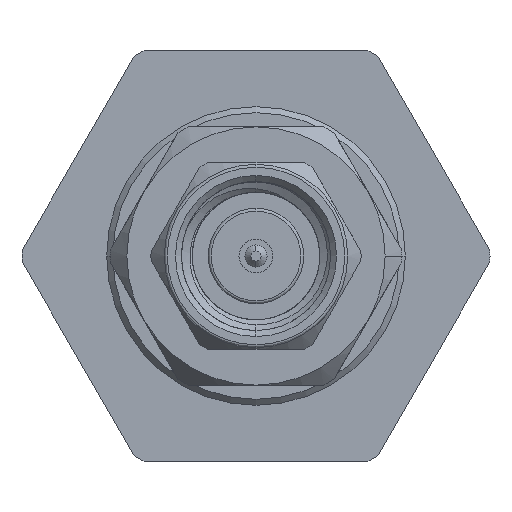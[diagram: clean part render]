
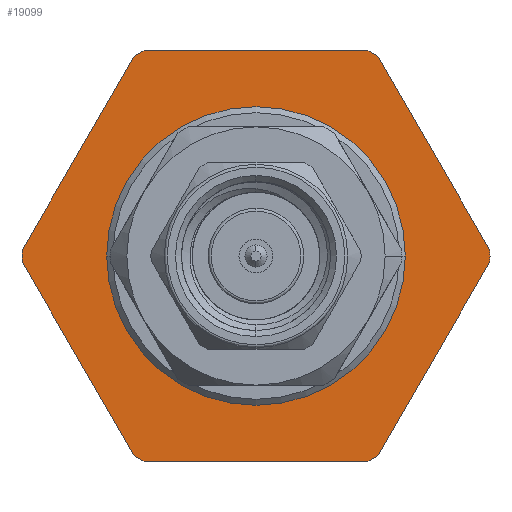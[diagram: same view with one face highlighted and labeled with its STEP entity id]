
A CAD part, left-side view. The second image highlights one B-rep face of the part: STEP entity #19099.
In plain terms, the highlighted face is planar.
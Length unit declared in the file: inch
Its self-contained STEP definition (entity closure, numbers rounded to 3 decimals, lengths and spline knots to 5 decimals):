
#74 = CARTESIAN_POINT ( 'NONE',  ( 0.93213, 0., 0. ) ) ;
#89 = VECTOR ( 'NONE', #22482, 39.37008 ) ;
#117 = CARTESIAN_POINT ( 'NONE',  ( 0.93213, 0., 0. ) ) ;
#296 = VERTEX_POINT ( 'NONE', #3101 ) ;
#437 = DIRECTION ( 'NONE',  ( 0., 0., -1. ) ) ;
#574 = CIRCLE ( 'NONE', #17056, 0.39233 ) ;
#671 = CARTESIAN_POINT ( 'NONE',  ( 0.93213, 0.34449, -0.18776 ) ) ;
#857 = DIRECTION ( 'NONE',  ( 0., 0., 1. ) ) ;
#1301 = ORIENTED_EDGE ( 'NONE', *, *, #11390, .T. ) ;
#1346 = ORIENTED_EDGE ( 'NONE', *, *, #6263, .T. ) ;
#1381 = VECTOR ( 'NONE', #6066, 39.37008 ) ;
#1620 = VERTEX_POINT ( 'NONE', #11324 ) ;
#1729 = CARTESIAN_POINT ( 'NONE',  ( 0.93213, 0.34449, 0.19889 ) ) ;
#1735 = DIRECTION ( 'NONE',  ( 0., 0., 1. ) ) ;
#1867 = CARTESIAN_POINT ( 'NONE',  ( 0.93213, 0.34449, 0.18776 ) ) ;
#2234 = ORIENTED_EDGE ( 'NONE', *, *, #12278, .F. ) ;
#2344 = DIRECTION ( 'NONE',  ( 0., -0.866, 0.5 ) ) ;
#2416 = CARTESIAN_POINT ( 'NONE',  ( 0.93213, 0., -0.25033 ) ) ;
#2574 = VECTOR ( 'NONE', #7771, 39.37008 ) ;
#2629 = CARTESIAN_POINT ( 'NONE',  ( 0.93213, 0., 0.25033 ) ) ;
#2714 = CARTESIAN_POINT ( 'NONE',  ( 0.93213, -0.33485, 0.20446 ) ) ;
#2849 = LINE ( 'NONE', #9749, #20333 ) ;
#3038 = ORIENTED_EDGE ( 'NONE', *, *, #11522, .T. ) ;
#3101 = CARTESIAN_POINT ( 'NONE',  ( 0.93213, -0.34449, -0.18776 ) ) ;
#3227 = EDGE_CURVE ( 'NONE', #5774, #5297, #16748, .T. ) ;
#3383 = VERTEX_POINT ( 'NONE', #4944 ) ;
#3418 = CIRCLE ( 'NONE', #20505, 0.39233 ) ;
#3462 = ORIENTED_EDGE ( 'NONE', *, *, #10768, .T. ) ;
#3883 = CARTESIAN_POINT ( 'NONE',  ( 0.93213, 0., 0. ) ) ;
#4009 = CARTESIAN_POINT ( 'NONE',  ( 0.93213, -0.33485, -0.20446 ) ) ;
#4275 = VERTEX_POINT ( 'NONE', #2714 ) ;
#4502 = CARTESIAN_POINT ( 'NONE',  ( 0.93213, 0., 0. ) ) ;
#4610 = ORIENTED_EDGE ( 'NONE', *, *, #10616, .F. ) ;
#4650 = CARTESIAN_POINT ( 'NONE',  ( 0.93213, 0.3396, 0. ) ) ;
#4723 = EDGE_CURVE ( 'NONE', #8231, #20770, #23383, .T. ) ;
#4944 = CARTESIAN_POINT ( 'NONE',  ( 0.93213, -0.34449, 0.18776 ) ) ;
#5297 = VERTEX_POINT ( 'NONE', #15847 ) ;
#5362 = LINE ( 'NONE', #15204, #15784 ) ;
#5721 = DIRECTION ( 'NONE',  ( 0., 0., 1. ) ) ;
#5774 = VERTEX_POINT ( 'NONE', #15345 ) ;
#5852 = ORIENTED_EDGE ( 'NONE', *, *, #20599, .F. ) ;
#5995 = AXIS2_PLACEMENT_3D ( 'NONE', #4650, #8278, #857 ) ;
#6044 = DIRECTION ( 'NONE',  ( -1., 0., 0. ) ) ;
#6066 = DIRECTION ( 'NONE',  ( 0., 0.866, -0.5 ) ) ;
#6104 = CARTESIAN_POINT ( 'NONE',  ( 0.93213, -0.34449, 0.19889 ) ) ;
#6263 = EDGE_CURVE ( 'NONE', #14111, #7102, #6652, .T. ) ;
#6496 = VERTEX_POINT ( 'NONE', #4009 ) ;
#6652 = CIRCLE ( 'NONE', #18771, 0.25033 ) ;
#7041 = ORIENTED_EDGE ( 'NONE', *, *, #4723, .T. ) ;
#7102 = VERTEX_POINT ( 'NONE', #2629 ) ;
#7105 = CARTESIAN_POINT ( 'NONE',  ( 0.93213, 0., 0. ) ) ;
#7278 = CIRCLE ( 'NONE', #17389, 0.39233 ) ;
#7477 = FACE_OUTER_BOUND ( 'NONE', #9510, .T. ) ;
#7771 = DIRECTION ( 'NONE',  ( 0., -0.866, -0.5 ) ) ;
#7796 = DIRECTION ( 'NONE',  ( 0., 0., 1. ) ) ;
#7842 = CIRCLE ( 'NONE', #18909, 0.39233 ) ;
#8047 = PLANE ( 'NONE',  #5995 ) ;
#8231 = VERTEX_POINT ( 'NONE', #671 ) ;
#8278 = DIRECTION ( 'NONE',  ( -1., 0., 0. ) ) ;
#8848 = DIRECTION ( 'NONE',  ( -1., 0., 0. ) ) ;
#9229 = EDGE_LOOP ( 'NONE', ( #3462, #1346 ) ) ;
#9510 = EDGE_LOOP ( 'NONE', ( #5852, #1301, #13765, #3038, #4610, #12107, #12716, #15051, #16480, #21405, #16126, #2234, #7041 ) ) ;
#9749 = CARTESIAN_POINT ( 'NONE',  ( 0.93213, 0., 0.39778 ) ) ;
#9791 = DIRECTION ( 'NONE',  ( -1., 0., 0. ) ) ;
#10076 = CARTESIAN_POINT ( 'NONE',  ( 0.93213, 0.34449, -0.19889 ) ) ;
#10490 = DIRECTION ( 'NONE',  ( 0., 0., 1. ) ) ;
#10616 = EDGE_CURVE ( 'NONE', #3383, #4275, #23206, .T. ) ;
#10768 = EDGE_CURVE ( 'NONE', #7102, #14111, #17515, .T. ) ;
#11324 = CARTESIAN_POINT ( 'NONE',  ( 0.93213, 0., -0.39233 ) ) ;
#11376 = DIRECTION ( 'NONE',  ( 0., 0., 1. ) ) ;
#11390 = EDGE_CURVE ( 'NONE', #15802, #21462, #2849, .T. ) ;
#11522 = EDGE_CURVE ( 'NONE', #22402, #4275, #18925, .T. ) ;
#11986 = CARTESIAN_POINT ( 'NONE',  ( 0.93213, -0.00964, -0.39222 ) ) ;
#12095 = EDGE_CURVE ( 'NONE', #22402, #21462, #13279, .T. ) ;
#12107 = ORIENTED_EDGE ( 'NONE', *, *, #14112, .T. ) ;
#12137 = CARTESIAN_POINT ( 'NONE',  ( 0.93213, -0.00964, 0.39222 ) ) ;
#12278 = EDGE_CURVE ( 'NONE', #8231, #5297, #574, .T. ) ;
#12716 = ORIENTED_EDGE ( 'NONE', *, *, #22128, .F. ) ;
#12968 = AXIS2_PLACEMENT_3D ( 'NONE', #7105, #8848, #1735 ) ;
#12997 = CARTESIAN_POINT ( 'NONE',  ( 0.93213, 0., 0. ) ) ;
#13279 = CIRCLE ( 'NONE', #19597, 0.39233 ) ;
#13765 = ORIENTED_EDGE ( 'NONE', *, *, #12095, .F. ) ;
#14006 = AXIS2_PLACEMENT_3D ( 'NONE', #74, #14371, #16743 ) ;
#14111 = VERTEX_POINT ( 'NONE', #2416 ) ;
#14112 = EDGE_CURVE ( 'NONE', #3383, #296, #5362, .T. ) ;
#14248 = EDGE_CURVE ( 'NONE', #6496, #19115, #16909, .T. ) ;
#14371 = DIRECTION ( 'NONE',  ( -1., 0., 0. ) ) ;
#14757 = DIRECTION ( 'NONE',  ( -1., 0., 0. ) ) ;
#14927 = AXIS2_PLACEMENT_3D ( 'NONE', #20583, #9791, #11376 ) ;
#15034 = DIRECTION ( 'NONE',  ( -1., 0., 0. ) ) ;
#15051 = ORIENTED_EDGE ( 'NONE', *, *, #14248, .T. ) ;
#15204 = CARTESIAN_POINT ( 'NONE',  ( 0.93213, -0.34449, -0.19889 ) ) ;
#15345 = CARTESIAN_POINT ( 'NONE',  ( 0.93213, 0.00964, -0.39222 ) ) ;
#15784 = VECTOR ( 'NONE', #437, 39.37008 ) ;
#15802 = VERTEX_POINT ( 'NONE', #16866 ) ;
#15847 = CARTESIAN_POINT ( 'NONE',  ( 0.93213, 0.33485, -0.20446 ) ) ;
#16126 = ORIENTED_EDGE ( 'NONE', *, *, #3227, .T. ) ;
#16480 = ORIENTED_EDGE ( 'NONE', *, *, #16932, .F. ) ;
#16506 = DIRECTION ( 'NONE',  ( -1., 0., 0. ) ) ;
#16508 = EDGE_CURVE ( 'NONE', #5774, #1620, #7278, .T. ) ;
#16648 = DIRECTION ( 'NONE',  ( 0., 0., 1. ) ) ;
#16681 = DIRECTION ( 'NONE',  ( 0., 0., 1. ) ) ;
#16743 = DIRECTION ( 'NONE',  ( 0., 0., 1. ) ) ;
#16748 = LINE ( 'NONE', #10076, #89 ) ;
#16854 = CARTESIAN_POINT ( 'NONE',  ( 0.93213, 0., -0.39778 ) ) ;
#16866 = CARTESIAN_POINT ( 'NONE',  ( 0.93213, 0.33485, 0.20446 ) ) ;
#16909 = LINE ( 'NONE', #16854, #1381 ) ;
#16910 = CARTESIAN_POINT ( 'NONE',  ( 0.93213, 0., 0. ) ) ;
#16932 = EDGE_CURVE ( 'NONE', #1620, #19115, #7842, .T. ) ;
#17056 = AXIS2_PLACEMENT_3D ( 'NONE', #4502, #21300, #10490 ) ;
#17335 = FACE_BOUND ( 'NONE', #9229, .T. ) ;
#17389 = AXIS2_PLACEMENT_3D ( 'NONE', #12997, #15034, #18335 ) ;
#17403 = VECTOR ( 'NONE', #16648, 39.37008 ) ;
#17515 = CIRCLE ( 'NONE', #14927, 0.25033 ) ;
#18111 = DIRECTION ( 'NONE',  ( 0., 0., 1. ) ) ;
#18335 = DIRECTION ( 'NONE',  ( 0., 0., 1. ) ) ;
#18399 = CIRCLE ( 'NONE', #12968, 0.39233 ) ;
#18573 = CARTESIAN_POINT ( 'NONE',  ( 0.93213, 0., 0. ) ) ;
#18771 = AXIS2_PLACEMENT_3D ( 'NONE', #3883, #16506, #5721 ) ;
#18909 = AXIS2_PLACEMENT_3D ( 'NONE', #117, #21785, #18111 ) ;
#18925 = LINE ( 'NONE', #6104, #2574 ) ;
#19099 = ADVANCED_FACE ( 'NONE', ( #17335, #7477 ), #8047, .F. ) ;
#19115 = VERTEX_POINT ( 'NONE', #11986 ) ;
#19597 = AXIS2_PLACEMENT_3D ( 'NONE', #18573, #14757, #7796 ) ;
#20333 = VECTOR ( 'NONE', #2344, 39.37008 ) ;
#20505 = AXIS2_PLACEMENT_3D ( 'NONE', #16910, #6044, #16681 ) ;
#20583 = CARTESIAN_POINT ( 'NONE',  ( 0.93213, 0., 0. ) ) ;
#20599 = EDGE_CURVE ( 'NONE', #15802, #20770, #18399, .T. ) ;
#20770 = VERTEX_POINT ( 'NONE', #1867 ) ;
#21246 = CARTESIAN_POINT ( 'NONE',  ( 0.93213, 0.00964, 0.39222 ) ) ;
#21300 = DIRECTION ( 'NONE',  ( -1., 0., 0. ) ) ;
#21405 = ORIENTED_EDGE ( 'NONE', *, *, #16508, .F. ) ;
#21462 = VERTEX_POINT ( 'NONE', #21246 ) ;
#21785 = DIRECTION ( 'NONE',  ( -1., 0., 0. ) ) ;
#22128 = EDGE_CURVE ( 'NONE', #6496, #296, #3418, .T. ) ;
#22402 = VERTEX_POINT ( 'NONE', #12137 ) ;
#22482 = DIRECTION ( 'NONE',  ( 0., 0.866, 0.5 ) ) ;
#23206 = CIRCLE ( 'NONE', #14006, 0.39233 ) ;
#23383 = LINE ( 'NONE', #1729, #17403 ) ;
